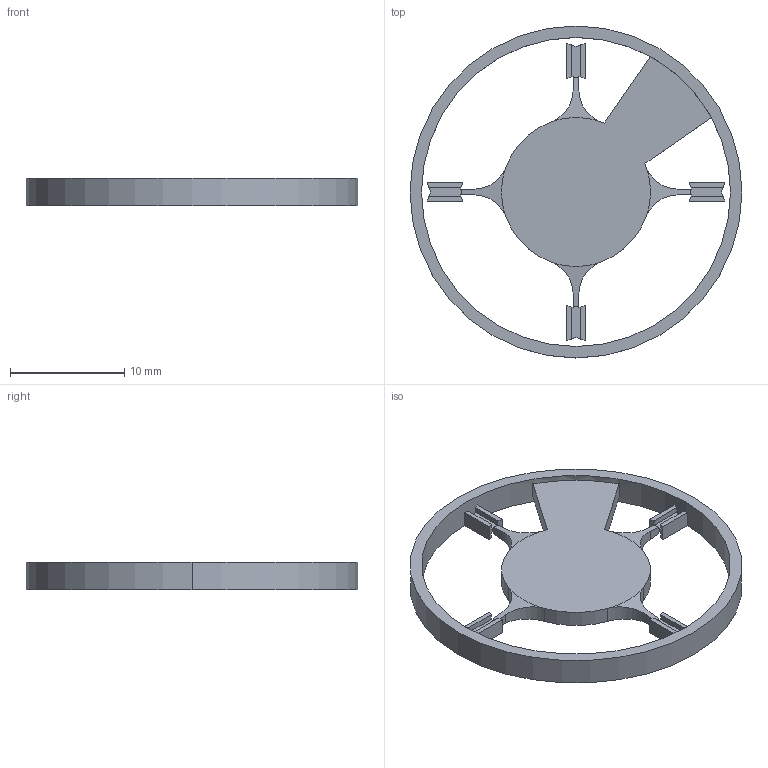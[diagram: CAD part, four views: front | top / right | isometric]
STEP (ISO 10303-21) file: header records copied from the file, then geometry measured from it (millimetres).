
FILE_DESCRIPTION(('CATIA V5 STEP Exchange','CAx-IF Rec.Pracs.--- Model Styling and Organization---1.2---2011-12-15'),'2;1');
FILE_NAME ('D1467886_0_1693430000_1693430000.stp','2018-09-10T16:09:57+00:00',('none'),('Weidmueller'),'CATIA Version 5-6 Release 2014','CATIA V5 STEP AP214','none');
FILE_SCHEMA(('AUTOMOTIVE_DESIGN { 1 0 10303 214 1 1 1 1 }'));
Length unit declared in the file: millimetre
Products named in the file (1): 1693430000
Bounding box: 29 x 29 x 2.4 mm (x, y, z)
Volume: 493.9 mm3; surface area: 1165.1 mm2
Topology: 1 solids, 1 shells, 111 faces, 328 edges, 220 vertices
Faces by surface type: plane 86, cylinder 17, bspline 8
Entity records: 3814 total; most frequent: CARTESIAN_POINT 1105, ORIENTED_EDGE 656, DIRECTION 400, EDGE_CURVE 328, VECTOR 240, LINE 240, VERTEX_POINT 220, EDGE_LOOP 114
